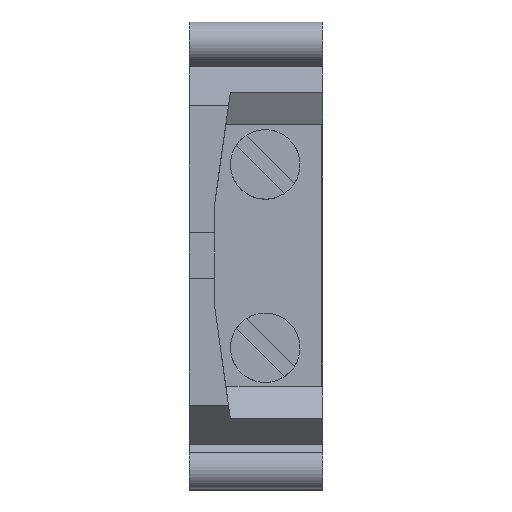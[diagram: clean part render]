
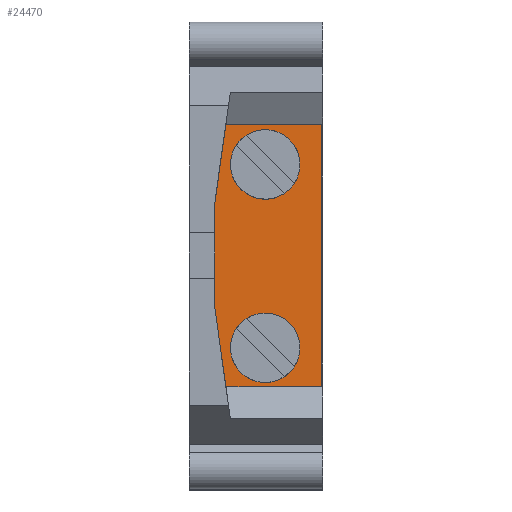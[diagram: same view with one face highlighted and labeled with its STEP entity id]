
A CAD part, top view. The second image highlights one B-rep face of the part: STEP entity #24470.
In plain terms, the highlighted face is planar.
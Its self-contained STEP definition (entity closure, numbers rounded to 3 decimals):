
#5540=CARTESIAN_POINT('',(0.,248.145,-0.1));
#5550=DIRECTION('',(1.,0.,0.));
#5560=VECTOR('',#5550,1.);
#5570=LINE('',#5540,#5560);
#5580=CARTESIAN_POINT('',(-163.183,248.145,
-0.1));
#5590=VERTEX_POINT('',#5580);
#5600=CARTESIAN_POINT('',(-143.133,248.145,
-0.1));
#5610=VERTEX_POINT('',#5600);
#5620=EDGE_CURVE('',#5590,#5610,#5570,.T.);
#23710=CARTESIAN_POINT('',(-163.704,248.145,
0.124));
#23720=DIRECTION('',(-0.,1.,0.));
#23730=DIRECTION('',(1.,0.,0.));
#23740=AXIS2_PLACEMENT_3D('',#23710,#23720,#23730);
#23750=PLANE('',#23740);
#23760=CARTESIAN_POINT('',(0.,248.145,-30.422));
#23770=DIRECTION('',(-0.99,0.,0.14));
#23780=VECTOR('',#23770,1.);
#23790=LINE('',#23760,#23780);
#23800=CARTESIAN_POINT('',(-157.158,248.145,
-8.25));
#23810=VERTEX_POINT('',#23800);
#23820=CARTESIAN_POINT('',(-163.183,248.145,
-7.4));
#23830=VERTEX_POINT('',#23820);
#23840=EDGE_CURVE('',#23810,#23830,#23790,.T.);
#23850=ORIENTED_EDGE('',*,*,#23840,.T.);
#23860=CARTESIAN_POINT('',(0.,248.145,-8.25));
#23870=DIRECTION('',(-1.,0.,0.));
#23880=VECTOR('',#23870,1.);
#23890=LINE('',#23860,#23880);
#23900=CARTESIAN_POINT('',(-149.158,248.145,
-8.25));
#23910=VERTEX_POINT('',#23900);
#23920=EDGE_CURVE('',#23910,#23810,#23890,.T.);
#23930=ORIENTED_EDGE('',*,*,#23920,.T.);
#23940=CARTESIAN_POINT('',(0.,248.145,12.793));
#23950=DIRECTION('',(-0.99,0.,-0.14));
#23960=VECTOR('',#23950,1.);
#23970=LINE('',#23940,#23960);
#23980=CARTESIAN_POINT('',(-143.133,248.145,
-7.4));
#23990=VERTEX_POINT('',#23980);
#24000=EDGE_CURVE('',#23990,#23910,#23970,.T.);
#24010=ORIENTED_EDGE('',*,*,#24000,.T.);
#24020=CARTESIAN_POINT('',(-143.133,248.145,0.));
#24030=DIRECTION('',(0.,0.,-1.));
#24040=VECTOR('',#24030,1.);
#24050=LINE('',#24020,#24040);
#24060=EDGE_CURVE('',#5610,#23990,#24050,.T.);
#24070=ORIENTED_EDGE('',*,*,#24060,.T.);
#24080=ORIENTED_EDGE('',*,*,#5620,.T.);
#24090=CARTESIAN_POINT('',(-163.183,248.145,0.));
#24100=DIRECTION('',(0.,0.,1.));
#24110=VECTOR('',#24100,1.);
#24120=LINE('',#24090,#24110);
#24130=EDGE_CURVE('',#23830,#5590,#24120,.T.);
#24140=ORIENTED_EDGE('',*,*,#24130,.T.);
#24150=EDGE_LOOP('',(#24140,#24080,#24070,#24010,#23930,#23850));
#24160=FACE_OUTER_BOUND('',#24150,.T.);
#24170=CARTESIAN_POINT('',(-146.202,248.145,
-4.4));
#24180=DIRECTION('',(0.,1.,0.));
#24190=DIRECTION('',(0.707,0.,
0.707));
#24200=AXIS2_PLACEMENT_3D('',#24170,#24180,#24190);
#24210=CIRCLE('',#24200,2.);
#24220=CARTESIAN_POINT('',(-144.787,248.145,
-2.986));
#24230=VERTEX_POINT('',#24220);
#24240=CARTESIAN_POINT('',(-147.616,248.145,
-5.814));
#24250=VERTEX_POINT('',#24240);
#24260=EDGE_CURVE('',#24230,#24250,#24210,.T.);
#24270=ORIENTED_EDGE('',*,*,#24260,.F.);
#24280=EDGE_CURVE('',#24250,#24230,#24210,.T.);
#24290=ORIENTED_EDGE('',*,*,#24280,.F.);
#24300=EDGE_LOOP('',(#24290,#24270));
#24310=FACE_BOUND('',#24300,.T.);
#24320=CARTESIAN_POINT('',(-160.202,248.145,-4.4));
#24330=DIRECTION('',(0.,1.,0.));
#24340=DIRECTION('',(-0.707,0.,
-0.707));
#24350=AXIS2_PLACEMENT_3D('',#24320,#24330,#24340);
#24360=CIRCLE('',#24350,2.);
#24370=CARTESIAN_POINT('',(-161.616,248.145,
-5.814));
#24380=VERTEX_POINT('',#24370);
#24390=CARTESIAN_POINT('',(-158.787,248.145,
-2.986));
#24400=VERTEX_POINT('',#24390);
#24410=EDGE_CURVE('',#24380,#24400,#24360,.T.);
#24420=ORIENTED_EDGE('',*,*,#24410,.F.);
#24430=EDGE_CURVE('',#24400,#24380,#24360,.T.);
#24440=ORIENTED_EDGE('',*,*,#24430,.F.);
#24450=EDGE_LOOP('',(#24440,#24420));
#24460=FACE_BOUND('',#24450,.T.);
#24470=ADVANCED_FACE('',(#24160,#24310,#24460),#23750,.T.);
